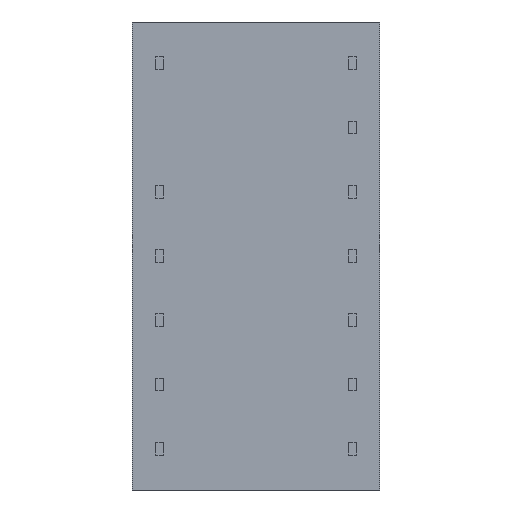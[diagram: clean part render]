
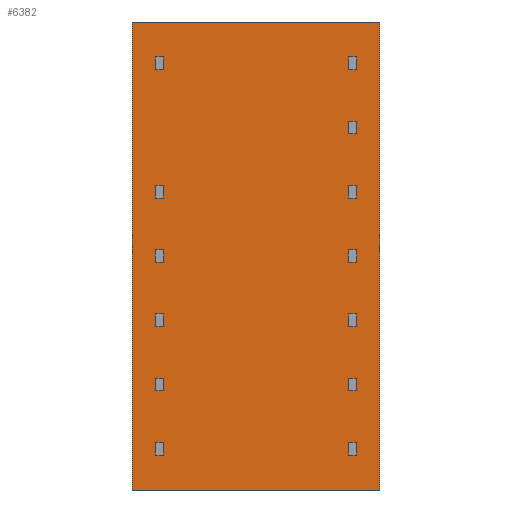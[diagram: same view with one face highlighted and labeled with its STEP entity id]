
A CAD part, front view. The second image highlights one B-rep face of the part: STEP entity #6382.
In plain terms, the highlighted planar face has unit normal (0, -1, 0).
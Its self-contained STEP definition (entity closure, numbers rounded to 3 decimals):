
#29 = AXIS2_PLACEMENT_3D ( 'NONE', #9467, #12739, #9603 ) ;
#248 = FACE_OUTER_BOUND ( 'NONE', #1595, .T. ) ;
#525 = ORIENTED_EDGE ( 'NONE', *, *, #9643, .T. ) ;
#713 = EDGE_CURVE ( 'NONE', #1500, #9939, #4124, .T. ) ;
#1280 = CARTESIAN_POINT ( 'NONE',  ( 0., 0., 9.25 ) ) ;
#1500 = VERTEX_POINT ( 'NONE', #8709 ) ;
#1595 = EDGE_LOOP ( 'NONE', ( #525, #5598, #11078, #1640 ) ) ;
#1640 = ORIENTED_EDGE ( 'NONE', *, *, #8268, .F. ) ;
#1928 = VECTOR ( 'NONE', #9051, 1000. ) ;
#1982 = VERTEX_POINT ( 'NONE', #8576 ) ;
#2290 = LINE ( 'NONE', #1280, #1928 ) ;
#3097 = CARTESIAN_POINT ( 'NONE',  ( -4.9, 0., 0. ) ) ;
#4124 = LINE ( 'NONE', #11685, #13342 ) ;
#5172 = DIRECTION ( 'NONE',  ( 1., 0., 0. ) ) ;
#5598 = ORIENTED_EDGE ( 'NONE', *, *, #6456, .T. ) ;
#6382 = ADVANCED_FACE ( 'NONE', ( #248 ), #10589, .F. ) ;
#6456 = EDGE_CURVE ( 'NONE', #14215, #9939, #7373, .T. ) ;
#7373 = LINE ( 'NONE', #11722, #11829 ) ;
#8268 = EDGE_CURVE ( 'NONE', #1982, #1500, #2290, .T. ) ;
#8576 = CARTESIAN_POINT ( 'NONE',  ( -4.9, 0., 9.25 ) ) ;
#8709 = CARTESIAN_POINT ( 'NONE',  ( 4.9, 0., 9.25 ) ) ;
#8756 = CARTESIAN_POINT ( 'NONE',  ( -4.9, 0., -9.25 ) ) ;
#9051 = DIRECTION ( 'NONE',  ( 1., 0., 0. ) ) ;
#9467 = CARTESIAN_POINT ( 'NONE',  ( 0., 0., 0. ) ) ;
#9603 = DIRECTION ( 'NONE',  ( 0., 0., 1. ) ) ;
#9643 = EDGE_CURVE ( 'NONE', #1982, #14215, #10854, .T. ) ;
#9939 = VERTEX_POINT ( 'NONE', #11378 ) ;
#10589 = PLANE ( 'NONE',  #29 ) ;
#10854 = LINE ( 'NONE', #3097, #13515 ) ;
#11078 = ORIENTED_EDGE ( 'NONE', *, *, #713, .F. ) ;
#11378 = CARTESIAN_POINT ( 'NONE',  ( 4.9, 0., -9.25 ) ) ;
#11604 = DIRECTION ( 'NONE',  ( 0., 0., -1. ) ) ;
#11685 = CARTESIAN_POINT ( 'NONE',  ( 4.9, 0., 0. ) ) ;
#11722 = CARTESIAN_POINT ( 'NONE',  ( 0., 0., -9.25 ) ) ;
#11829 = VECTOR ( 'NONE', #5172, 1000. ) ;
#12739 = DIRECTION ( 'NONE',  ( 0., 1., 0. ) ) ;
#13342 = VECTOR ( 'NONE', #11604, 1000. ) ;
#13515 = VECTOR ( 'NONE', #14099, 1000. ) ;
#14099 = DIRECTION ( 'NONE',  ( 0., 0., -1. ) ) ;
#14215 = VERTEX_POINT ( 'NONE', #8756 ) ;
